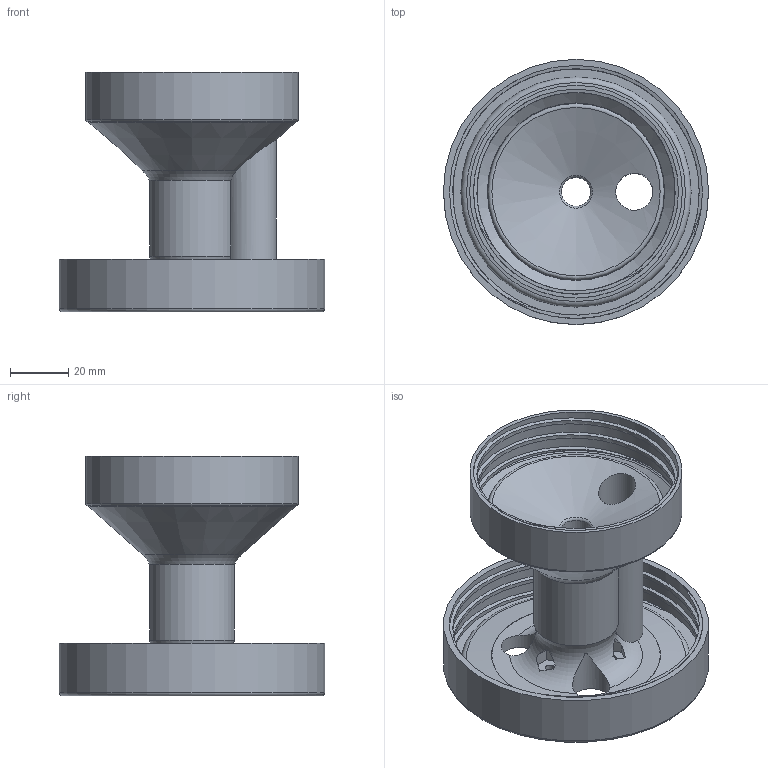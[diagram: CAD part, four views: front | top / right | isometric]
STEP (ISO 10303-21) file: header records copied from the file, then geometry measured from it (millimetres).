
FILE_DESCRIPTION(/* description */ (''),/* implementation_level */ '2;1');
FILE_NAME(/* name */ 'reactorManifold_v0.7.step',/* time_stamp */ '2024-01-08T00:37:59-04:00',/* author */ (''),/* organization */ (''),/* preprocessor_version */ 'ST-DEVELOPER v20',/* originating_system */ 'Autodesk Translation Framework v12.14.0.127',/* authorisation */ '');
FILE_SCHEMA (('AUTOMOTIVE_DESIGN { 1 0 10303 214 3 1 1 }'));
Length unit declared in the file: millimetre
Products named in the file (1): FusionComponent
Bounding box: 91 x 91 x 82.25 mm (x, y, z)
Volume: 193865.6 mm3; surface area: 60790.2 mm2
Topology: 1 solids, 1 shells, 85 faces, 212 edges, 134 vertices
Faces by surface type: plane 50, cylinder 13, torus 10, bspline 8, cone 4
Full cylindrical faces by diameter (mm): 3.18 x3, 10 x1, 12.697 x1, 12.7 x2, 70.352 x1, 73 x1, 86.844 x1, 91 x1
Entity records: 9924 total; most frequent: CARTESIAN_POINT 7950, ORIENTED_EDGE 416, DIRECTION 366, EDGE_CURVE 208, AXIS2_PLACEMENT_3D 141, VERTEX_POINT 132, EDGE_LOOP 106, FACE_OUTER_BOUND 85
